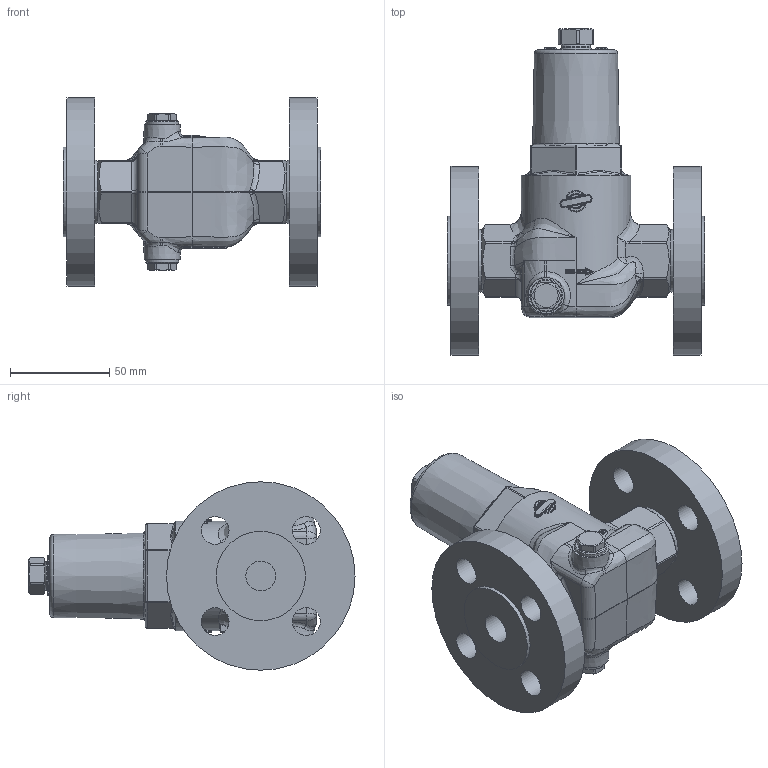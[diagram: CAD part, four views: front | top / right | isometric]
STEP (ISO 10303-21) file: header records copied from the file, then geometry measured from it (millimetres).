
FILE_DESCRIPTION(/* description */ (''),/* implementation_level */ '2;1');
FILE_NAME(/* name */ '083202-000A0.stp',/* time_stamp */ '2022-02-18T11:31:55+01:00',/* author */ ('gninka'),/* organization */ (''),/* preprocessor_version */ 'ST-DEVELOPER v18.1',/* originating_system */ 'Autodesk Inventor 2021',/* authorisation */ '');
FILE_SCHEMA (('AUTOMOTIVE_DESIGN { 1 0 10303 214 3 1 1 }'));
Products named in the file (1): 083202-000A0_step
Bounding box: 130 x 164.28 x 95 mm (x, y, z)
Volume: 516098.1 mm3; surface area: 71749.6 mm2
Topology: 1 solids, 1 shells, 836 faces, 2148 edges, 1326 vertices
Faces by surface type: bspline 415, plane 180, cylinder 141, sphere 38, cone 33, torus 29
Full cylindrical faces by diameter (mm): 2 x1, 10 x1, 10.2 x1, 14 x8, 15 x3, 16.5 x2, 45 x2, 55 x1, 95 x2
Entity records: 41507 total; most frequent: CARTESIAN_POINT 24446, ORIENTED_EDGE 4254, DIRECTION 2393, EDGE_CURVE 2127, VERTEX_POINT 1326, B_SPLINE_CURVE_WITH_KNOTS 1098, AXIS2_PLACEMENT_3D 994, EDGE_LOOP 885
